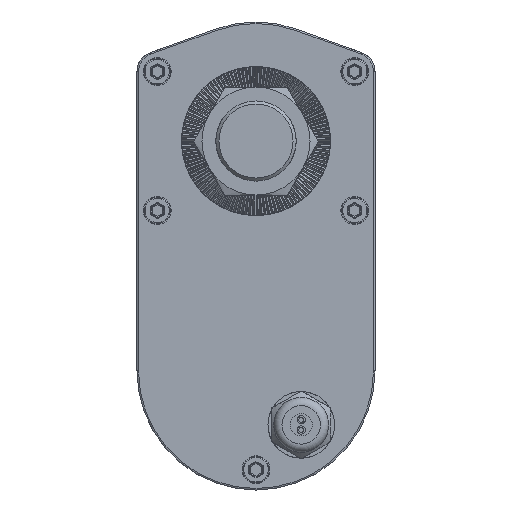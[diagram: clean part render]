
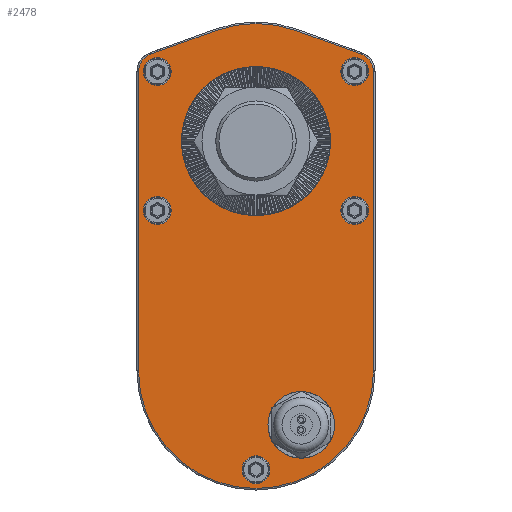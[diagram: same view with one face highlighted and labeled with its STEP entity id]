
A CAD part, front view. The second image highlights one B-rep face of the part: STEP entity #2478.
In plain terms, the highlighted planar face has unit normal (0, -1, 0).
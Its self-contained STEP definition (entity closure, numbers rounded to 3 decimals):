
#2478 = ADVANCED_FACE( '', ( #5166, #5167, #5168, #5169, #5170, #5171, #5172, #5173 ), #5174, .T. );
#5166 = FACE_BOUND( '', #13164, .T. );
#5167 = FACE_BOUND( '', #13165, .T. );
#5168 = FACE_BOUND( '', #13166, .T. );
#5169 = FACE_BOUND( '', #13167, .T. );
#5170 = FACE_BOUND( '', #13168, .T. );
#5171 = FACE_BOUND( '', #13169, .T. );
#5172 = FACE_OUTER_BOUND( '', #13170, .T. );
#5173 = FACE_BOUND( '', #13171, .T. );
#5174 = PLANE( '', #13172 );
#13164 = EDGE_LOOP( '', ( #20926 ) );
#13165 = EDGE_LOOP( '', ( #20927 ) );
#13166 = EDGE_LOOP( '', ( #20928 ) );
#13167 = EDGE_LOOP( '', ( #20929 ) );
#13168 = EDGE_LOOP( '', ( #20930 ) );
#13169 = EDGE_LOOP( '', ( #20931 ) );
#13170 = EDGE_LOOP( '', ( #20932, #20933, #20934, #20935, #20936, #20937, #20938, #20939 ) );
#13171 = EDGE_LOOP( '', ( #20940 ) );
#13172 = AXIS2_PLACEMENT_3D( '', #20941, #20942, #20943 );
#20926 = ORIENTED_EDGE( '', *, *, #24098, .F. );
#20927 = ORIENTED_EDGE( '', *, *, #25224, .T. );
#20928 = ORIENTED_EDGE( '', *, *, #24442, .T. );
#20929 = ORIENTED_EDGE( '', *, *, #22501, .T. );
#20930 = ORIENTED_EDGE( '', *, *, #23689, .T. );
#20931 = ORIENTED_EDGE( '', *, *, #23067, .T. );
#20932 = ORIENTED_EDGE( '', *, *, #23410, .T. );
#20933 = ORIENTED_EDGE( '', *, *, #25186, .T. );
#20934 = ORIENTED_EDGE( '', *, *, #23923, .T. );
#20935 = ORIENTED_EDGE( '', *, *, #22790, .T. );
#20936 = ORIENTED_EDGE( '', *, *, #25225, .T. );
#20937 = ORIENTED_EDGE( '', *, *, #24453, .T. );
#20938 = ORIENTED_EDGE( '', *, *, #23226, .T. );
#20939 = ORIENTED_EDGE( '', *, *, #22626, .T. );
#20940 = ORIENTED_EDGE( '', *, *, #24917, .F. );
#20941 = CARTESIAN_POINT( '', ( 0., 24.5, -74.5 ) );
#20942 = DIRECTION( '', ( 0., -1., 0. ) );
#20943 = DIRECTION( '', ( 0., 0., -1. ) );
#22501 = EDGE_CURVE( '', #25813, #25813, #25814, .T. );
#22626 = EDGE_CURVE( '', #26025, #26030, #26032, .T. );
#22790 = EDGE_CURVE( '', #26319, #26317, #26320, .T. );
#23067 = EDGE_CURVE( '', #26777, #26777, #26778, .T. );
#23226 = EDGE_CURVE( '', #27017, #26025, #27021, .T. );
#23410 = EDGE_CURVE( '', #26030, #27313, #27315, .T. );
#23689 = EDGE_CURVE( '', #27756, #27756, #27757, .T. );
#23923 = EDGE_CURVE( '', #28111, #26319, #28112, .T. );
#24098 = EDGE_CURVE( '', #28360, #28360, #28361, .T. );
#24442 = EDGE_CURVE( '', #28830, #28830, #28831, .T. );
#24453 = EDGE_CURVE( '', #28846, #27017, #28848, .T. );
#24917 = EDGE_CURVE( '', #29440, #29440, #29441, .T. );
#25186 = EDGE_CURVE( '', #27313, #28111, #29753, .T. );
#25224 = EDGE_CURVE( '', #29792, #29792, #29793, .T. );
#25225 = EDGE_CURVE( '', #26317, #28846, #29794, .T. );
#25813 = VERTEX_POINT( '', #30891 );
#25814 = CIRCLE( '', #30892, 4.5 );
#26025 = VERTEX_POINT( '', #31482 );
#26030 = VERTEX_POINT( '', #31488 );
#26032 = LINE( '', #31490, #31491 );
#26317 = VERTEX_POINT( '', #32187 );
#26319 = VERTEX_POINT( '', #32189 );
#26320 = LINE( '', #32190, #32191 );
#26777 = VERTEX_POINT( '', #33274 );
#26778 = CIRCLE( '', #33275, 4.5 );
#27017 = VERTEX_POINT( '', #33824 );
#27021 = CIRCLE( '', #33828, 38.08 );
#27313 = VERTEX_POINT( '', #34845 );
#27315 = CIRCLE( '', #34847, 6.08 );
#27756 = VERTEX_POINT( '', #35538 );
#27757 = CIRCLE( '', #35539, 4.5 );
#28111 = VERTEX_POINT( '', #36217 );
#28112 = CIRCLE( '', #36218, 38.08 );
#28360 = VERTEX_POINT( '', #36718 );
#28361 = CIRCLE( '', #36719, 7.875 );
#28830 = VERTEX_POINT( '', #37485 );
#28831 = CIRCLE( '', #37486, 4.5 );
#28846 = VERTEX_POINT( '', #37504 );
#28848 = LINE( '', #37506, #37507 );
#29440 = VERTEX_POINT( '', #38636 );
#29441 = CIRCLE( '', #38637, 24.1 );
#29753 = LINE( '', #39143, #39144 );
#29792 = VERTEX_POINT( '', #39201 );
#29793 = CIRCLE( '', #39202, 4.5 );
#29794 = CIRCLE( '', #39203, 6.08 );
#30891 = CARTESIAN_POINT( '', ( -32., 24.5, -27. ) );
#30892 = AXIS2_PLACEMENT_3D( '', #39906, #39907, #39908 );
#31482 = CARTESIAN_POINT( '', ( 38.08, 24.5, -74.5 ) );
#31488 = CARTESIAN_POINT( '', ( 38.08, 24.5, 22.46 ) );
#31490 = CARTESIAN_POINT( '', ( 38.08, 24.5, -74.5 ) );
#31491 = VECTOR( '', #40050, 1000. );
#32187 = CARTESIAN_POINT( '', ( -34.067, 24.5, 28.178 ) );
#32189 = CARTESIAN_POINT( '', ( -12.944, 24.5, 35.813 ) );
#32190 = CARTESIAN_POINT( '', ( -36.76, 24.5, 27.204 ) );
#32191 = VECTOR( '', #40241, 1000. );
#33274 = CARTESIAN_POINT( '', ( -32., 24.5, 18. ) );
#33275 = AXIS2_PLACEMENT_3D( '', #40534, #40535, #40536 );
#33824 = CARTESIAN_POINT( '', ( -38.08, 24.5, -74.5 ) );
#33828 = AXIS2_PLACEMENT_3D( '', #40701, #40702, #40703 );
#34845 = CARTESIAN_POINT( '', ( 34.067, 24.5, 28.178 ) );
#34847 = AXIS2_PLACEMENT_3D( '', #40906, #40907, #40908 );
#35538 = CARTESIAN_POINT( '', ( 0., 24.5, -111. ) );
#35539 = AXIS2_PLACEMENT_3D( '', #41218, #41219, #41220 );
#36217 = CARTESIAN_POINT( '', ( 12.944, 24.5, 35.813 ) );
#36218 = AXIS2_PLACEMENT_3D( '', #41484, #41485, #41486 );
#36718 = CARTESIAN_POINT( '', ( 14.66, 24.5, -99.845 ) );
#36719 = AXIS2_PLACEMENT_3D( '', #41670, #41671, #41672 );
#37485 = CARTESIAN_POINT( '', ( 32., 24.5, -27. ) );
#37486 = AXIS2_PLACEMENT_3D( '', #42038, #42039, #42040 );
#37504 = CARTESIAN_POINT( '', ( -38.08, 24.5, 22.46 ) );
#37506 = CARTESIAN_POINT( '', ( -38.08, 24.5, -74.5 ) );
#37507 = VECTOR( '', #42056, 1000. );
#38636 = CARTESIAN_POINT( '', ( 0., 24.5, -24.1 ) );
#38637 = AXIS2_PLACEMENT_3D( '', #42574, #42575, #42576 );
#39143 = CARTESIAN_POINT( '', ( 36.76, 24.5, 27.204 ) );
#39144 = VECTOR( '', #42984, 1000. );
#39201 = CARTESIAN_POINT( '', ( 32., 24.5, 18. ) );
#39202 = AXIS2_PLACEMENT_3D( '', #43006, #43007, #43008 );
#39203 = AXIS2_PLACEMENT_3D( '', #43009, #43010, #43011 );
#39906 = CARTESIAN_POINT( '', ( -32., 24.5, -22.5 ) );
#39907 = DIRECTION( '', ( 0., 1., 0. ) );
#39908 = DIRECTION( '', ( 0., 0., -1. ) );
#40050 = DIRECTION( '', ( 0., 0., 1. ) );
#40241 = DIRECTION( '', ( -0.94, 0., -0.34 ) );
#40534 = CARTESIAN_POINT( '', ( -32., 24.5, 22.5 ) );
#40535 = DIRECTION( '', ( 0., 1., 0. ) );
#40536 = DIRECTION( '', ( 0., 0., -1. ) );
#40701 = CARTESIAN_POINT( '', ( 0., 24.5, -74.5 ) );
#40702 = DIRECTION( '', ( 0., -1., 0. ) );
#40703 = DIRECTION( '', ( 0., 0., -1. ) );
#40906 = CARTESIAN_POINT( '', ( 32., 24.5, 22.46 ) );
#40907 = DIRECTION( '', ( 0., -1., 0. ) );
#40908 = DIRECTION( '', ( 0., 0., -1. ) );
#41218 = CARTESIAN_POINT( '', ( 0., 24.5, -106.5 ) );
#41219 = DIRECTION( '', ( 0., 1., 0. ) );
#41220 = DIRECTION( '', ( 0., 0., -1. ) );
#41484 = CARTESIAN_POINT( '', ( 0., 24.5, 0. ) );
#41485 = DIRECTION( '', ( 0., -1., 0. ) );
#41486 = DIRECTION( '', ( 0., 0., -1. ) );
#41670 = CARTESIAN_POINT( '', ( 14.66, 24.5, -91.97 ) );
#41671 = DIRECTION( '', ( 0., -1., 0. ) );
#41672 = DIRECTION( '', ( 0., 0., -1. ) );
#42038 = CARTESIAN_POINT( '', ( 32., 24.5, -22.5 ) );
#42039 = DIRECTION( '', ( 0., 1., 0. ) );
#42040 = DIRECTION( '', ( 0., 0., -1. ) );
#42056 = DIRECTION( '', ( 0., 0., -1. ) );
#42574 = CARTESIAN_POINT( '', ( 0., 24.5, 0. ) );
#42575 = DIRECTION( '', ( 0., -1., 0. ) );
#42576 = DIRECTION( '', ( 0., 0., -1. ) );
#42984 = DIRECTION( '', ( -0.94, 0., 0.34 ) );
#43006 = CARTESIAN_POINT( '', ( 32., 24.5, 22.5 ) );
#43007 = DIRECTION( '', ( 0., 1., 0. ) );
#43008 = DIRECTION( '', ( 0., 0., -1. ) );
#43009 = CARTESIAN_POINT( '', ( -32., 24.5, 22.46 ) );
#43010 = DIRECTION( '', ( 0., -1., 0. ) );
#43011 = DIRECTION( '', ( 0., 0., -1. ) );
